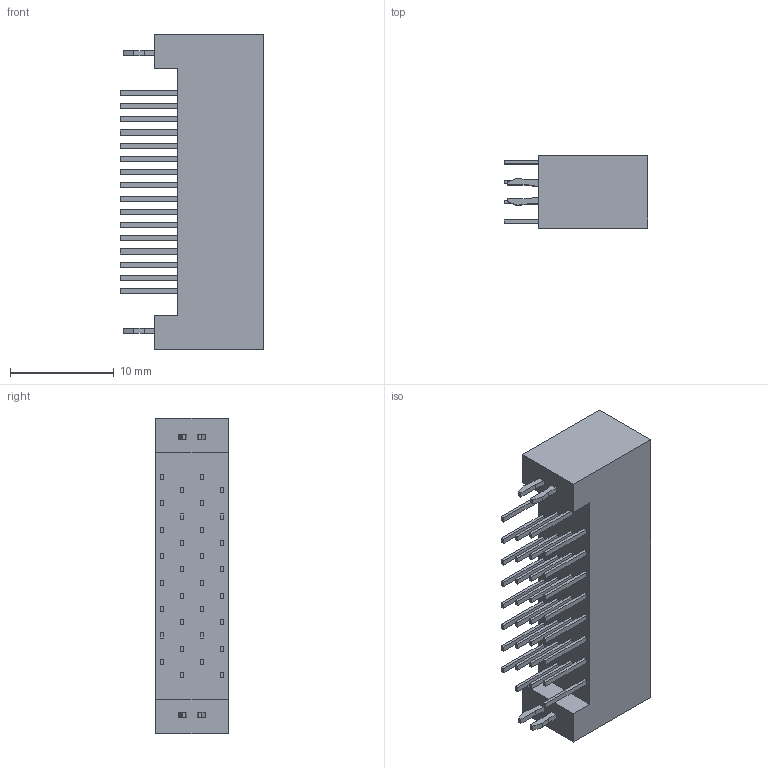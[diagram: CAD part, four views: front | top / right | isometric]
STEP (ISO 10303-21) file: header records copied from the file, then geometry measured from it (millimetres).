
FILE_DESCRIPTION(('OneSpaceDesigner STEP Export'),'2;1');
FILE_NAME('FX2CA2-32P-1.27DSAL.stp','2007-12-18T10:57:40',(''),(''),'OneSpace Designer STEP processor for AP214 (Solid Model)','OneSpace Modeling 15.00A 14-Mar-2007 (C) CoCreate Software GmbH','');
FILE_SCHEMA(('AUTOMOTIVE_DESIGN { 1 0 10303 214 1 1 1 1 }'));
Length unit declared in the file: millimetre
Products named in the file (2): FX2CA2-32P-DSAL
Assembly tree (1 placements, depth 2):
  FX2CA2-32P-DSAL
    FX2CA2-32P-DSAL
Bounding box: 13.8 x 7 x 30.37 mm (x, y, z)
Volume: 1129.3 mm3; surface area: 1789.3 mm2
Topology: 1 solids, 1 shells, 211 faces, 516 edges, 344 vertices
Faces by surface type: plane 207, cylinder 4
Entity records: 6234 total; most frequent: CARTESIAN_POINT 1044, ORIENTED_EDGE 1032, DIRECTION 892, EDGE_CURVE 516, VECTOR 508, LINE 508, VERTEX_POINT 344, EDGE_LOOP 248
